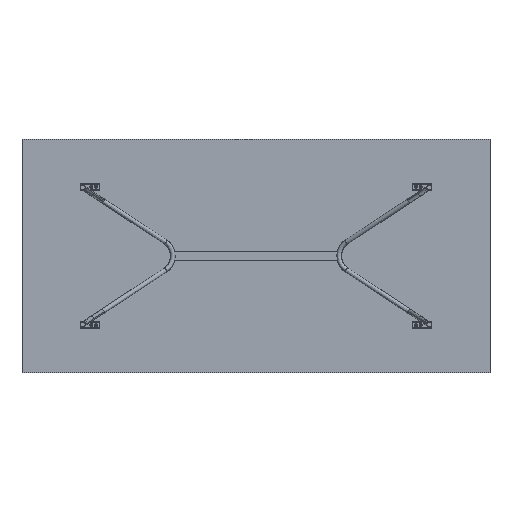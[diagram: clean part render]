
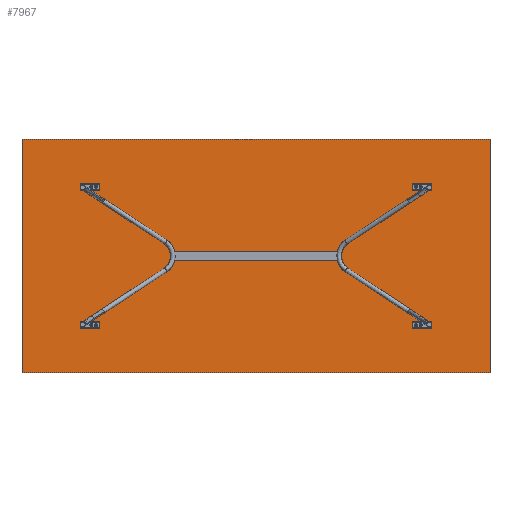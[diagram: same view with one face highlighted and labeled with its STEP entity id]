
A CAD part, front view. The second image highlights one B-rep face of the part: STEP entity #7967.
In plain terms, the highlighted free-form (B-spline) face has degree [1, 1] with [2, 2] control points.
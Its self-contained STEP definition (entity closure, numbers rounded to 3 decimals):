
#7967 = ADVANCED_FACE('',(#7968,#7998,#8028,#8058,#8088),#8118,.T.);
#7968 = FACE_BOUND('',#7969,.T.);
#7969 = EDGE_LOOP('',(#7970,#7979,#7986,#7993));
#7970 = ORIENTED_EDGE('',*,*,#7971,.F.);
#7971 = EDGE_CURVE('',#7972,#7974,#7976,.T.);
#7972 = VERTEX_POINT('',#7973);
#7973 = CARTESIAN_POINT('',(-1512.811,519.772,
    -511.729));
#7974 = VERTEX_POINT('',#7975);
#7975 = CARTESIAN_POINT('',(-1512.811,519.772,
    -549.681));
#7976 = B_SPLINE_CURVE_WITH_KNOTS('',1,(#7977,#7978),.UNSPECIFIED.,.F.,
  .F.,(2,2),(0.,27.902),.PIECEWISE_BEZIER_KNOTS.);
#7977 = CARTESIAN_POINT('',(-1512.811,519.772,
    -511.729));
#7978 = CARTESIAN_POINT('',(-1512.811,519.772,
    -549.681));
#7979 = ORIENTED_EDGE('',*,*,#7980,.F.);
#7980 = EDGE_CURVE('',#7981,#7972,#7983,.T.);
#7981 = VERTEX_POINT('',#7982);
#7982 = CARTESIAN_POINT('',(-1398.557,519.772,
    -511.729));
#7983 = B_SPLINE_CURVE_WITH_KNOTS('',1,(#7984,#7985),.UNSPECIFIED.,.F.,
  .F.,(2,2),(-84.,-0.),.PIECEWISE_BEZIER_KNOTS.);
#7984 = CARTESIAN_POINT('',(-1398.557,519.772,
    -511.729));
#7985 = CARTESIAN_POINT('',(-1512.811,519.772,
    -511.729));
#7986 = ORIENTED_EDGE('',*,*,#7987,.F.);
#7987 = EDGE_CURVE('',#7988,#7981,#7990,.T.);
#7988 = VERTEX_POINT('',#7989);
#7989 = CARTESIAN_POINT('',(-1398.557,519.772,
    -549.681));
#7990 = B_SPLINE_CURVE_WITH_KNOTS('',1,(#7991,#7992),.UNSPECIFIED.,.F.,
  .F.,(2,2),(-27.902,0.),.PIECEWISE_BEZIER_KNOTS.);
#7991 = CARTESIAN_POINT('',(-1398.557,519.772,
    -549.681));
#7992 = CARTESIAN_POINT('',(-1398.557,519.772,
    -511.729));
#7993 = ORIENTED_EDGE('',*,*,#7994,.F.);
#7994 = EDGE_CURVE('',#7974,#7988,#7995,.T.);
#7995 = B_SPLINE_CURVE_WITH_KNOTS('',1,(#7996,#7997),.UNSPECIFIED.,.F.,
  .F.,(2,2),(0.,84.),.PIECEWISE_BEZIER_KNOTS.);
#7996 = CARTESIAN_POINT('',(-1512.811,519.772,
    -549.681));
#7997 = CARTESIAN_POINT('',(-1398.557,519.772,
    -549.681));
#7998 = FACE_BOUND('',#7999,.T.);
#7999 = EDGE_LOOP('',(#8000,#8009,#8016,#8023));
#8000 = ORIENTED_EDGE('',*,*,#8001,.F.);
#8001 = EDGE_CURVE('',#8002,#8004,#8006,.T.);
#8002 = VERTEX_POINT('',#8003);
#8003 = CARTESIAN_POINT('',(530.166,519.772,
    -1354.126));
#8004 = VERTEX_POINT('',#8005);
#8005 = CARTESIAN_POINT('',(530.166,519.772,
    -1316.174));
#8006 = B_SPLINE_CURVE_WITH_KNOTS('',1,(#8007,#8008),.UNSPECIFIED.,.F.,
  .F.,(2,2),(-0.,27.902),.PIECEWISE_BEZIER_KNOTS.);
#8007 = CARTESIAN_POINT('',(530.166,519.772,
    -1354.126));
#8008 = CARTESIAN_POINT('',(530.166,519.772,
    -1316.174));
#8009 = ORIENTED_EDGE('',*,*,#8010,.F.);
#8010 = EDGE_CURVE('',#8011,#8002,#8013,.T.);
#8011 = VERTEX_POINT('',#8012);
#8012 = CARTESIAN_POINT('',(415.912,519.772,
    -1354.126));
#8013 = B_SPLINE_CURVE_WITH_KNOTS('',1,(#8014,#8015),.UNSPECIFIED.,.F.,
  .F.,(2,2),(-84.,0.),.PIECEWISE_BEZIER_KNOTS.);
#8014 = CARTESIAN_POINT('',(415.912,519.772,
    -1354.126));
#8015 = CARTESIAN_POINT('',(530.166,519.772,
    -1354.126));
#8016 = ORIENTED_EDGE('',*,*,#8017,.F.);
#8017 = EDGE_CURVE('',#8018,#8011,#8020,.T.);
#8018 = VERTEX_POINT('',#8019);
#8019 = CARTESIAN_POINT('',(415.912,519.772,
    -1316.174));
#8020 = B_SPLINE_CURVE_WITH_KNOTS('',1,(#8021,#8022),.UNSPECIFIED.,.F.,
  .F.,(2,2),(-27.902,0.),.PIECEWISE_BEZIER_KNOTS.);
#8021 = CARTESIAN_POINT('',(415.912,519.772,
    -1316.174));
#8022 = CARTESIAN_POINT('',(415.912,519.772,
    -1354.126));
#8023 = ORIENTED_EDGE('',*,*,#8024,.F.);
#8024 = EDGE_CURVE('',#8004,#8018,#8025,.T.);
#8025 = B_SPLINE_CURVE_WITH_KNOTS('',1,(#8026,#8027),.UNSPECIFIED.,.F.,
  .F.,(2,2),(0.,84.),.PIECEWISE_BEZIER_KNOTS.);
#8026 = CARTESIAN_POINT('',(530.166,519.772,
    -1316.174));
#8027 = CARTESIAN_POINT('',(415.912,519.772,
    -1316.174));
#8028 = FACE_BOUND('',#8029,.T.);
#8029 = EDGE_LOOP('',(#8030,#8039,#8046,#8053));
#8030 = ORIENTED_EDGE('',*,*,#8031,.F.);
#8031 = EDGE_CURVE('',#8032,#8034,#8036,.T.);
#8032 = VERTEX_POINT('',#8033);
#8033 = CARTESIAN_POINT('',(868.849,519.772,
    -252.842));
#8034 = VERTEX_POINT('',#8035);
#8035 = CARTESIAN_POINT('',(868.849,519.772,
    -1613.013));
#8036 = B_SPLINE_CURVE_WITH_KNOTS('',1,(#8037,#8038),.UNSPECIFIED.,.F.,
  .F.,(2,2),(-1000.,0.),.PIECEWISE_BEZIER_KNOTS.);
#8037 = CARTESIAN_POINT('',(868.849,519.772,
    -252.842));
#8038 = CARTESIAN_POINT('',(868.849,519.772,
    -1613.013));
#8039 = ORIENTED_EDGE('',*,*,#8040,.F.);
#8040 = EDGE_CURVE('',#8041,#8032,#8043,.T.);
#8041 = VERTEX_POINT('',#8042);
#8042 = CARTESIAN_POINT('',(-1851.494,519.772,
    -252.842));
#8043 = B_SPLINE_CURVE_WITH_KNOTS('',1,(#8044,#8045),.UNSPECIFIED.,.F.,
  .F.,(2,2),(-2000.,0.),.PIECEWISE_BEZIER_KNOTS.);
#8044 = CARTESIAN_POINT('',(-1851.494,519.772,
    -252.842));
#8045 = CARTESIAN_POINT('',(868.849,519.772,
    -252.842));
#8046 = ORIENTED_EDGE('',*,*,#8047,.F.);
#8047 = EDGE_CURVE('',#8048,#8041,#8050,.T.);
#8048 = VERTEX_POINT('',#8049);
#8049 = CARTESIAN_POINT('',(-1851.494,519.772,
    -1613.013));
#8050 = B_SPLINE_CURVE_WITH_KNOTS('',1,(#8051,#8052),.UNSPECIFIED.,.F.,
  .F.,(2,2),(0.,1000.),.PIECEWISE_BEZIER_KNOTS.);
#8051 = CARTESIAN_POINT('',(-1851.494,519.772,
    -1613.013));
#8052 = CARTESIAN_POINT('',(-1851.494,519.772,
    -252.842));
#8053 = ORIENTED_EDGE('',*,*,#8054,.F.);
#8054 = EDGE_CURVE('',#8034,#8048,#8055,.T.);
#8055 = B_SPLINE_CURVE_WITH_KNOTS('',1,(#8056,#8057),.UNSPECIFIED.,.F.,
  .F.,(2,2),(-0.,2000.),.PIECEWISE_BEZIER_KNOTS.);
#8056 = CARTESIAN_POINT('',(868.849,519.772,
    -1613.013));
#8057 = CARTESIAN_POINT('',(-1851.494,519.772,
    -1613.013));
#8058 = FACE_BOUND('',#8059,.T.);
#8059 = EDGE_LOOP('',(#8060,#8069,#8076,#8083));
#8060 = ORIENTED_EDGE('',*,*,#8061,.T.);
#8061 = EDGE_CURVE('',#8062,#8064,#8066,.T.);
#8062 = VERTEX_POINT('',#8063);
#8063 = CARTESIAN_POINT('',(415.912,519.772,
    -511.729));
#8064 = VERTEX_POINT('',#8065);
#8065 = CARTESIAN_POINT('',(530.166,519.772,
    -511.729));
#8066 = B_SPLINE_CURVE_WITH_KNOTS('',1,(#8067,#8068),.UNSPECIFIED.,.F.,
  .F.,(2,2),(-84.,0.),.PIECEWISE_BEZIER_KNOTS.);
#8067 = CARTESIAN_POINT('',(415.912,519.772,
    -511.729));
#8068 = CARTESIAN_POINT('',(530.166,519.772,
    -511.729));
#8069 = ORIENTED_EDGE('',*,*,#8070,.T.);
#8070 = EDGE_CURVE('',#8064,#8071,#8073,.T.);
#8071 = VERTEX_POINT('',#8072);
#8072 = CARTESIAN_POINT('',(530.166,519.772,
    -549.681));
#8073 = B_SPLINE_CURVE_WITH_KNOTS('',1,(#8074,#8075),.UNSPECIFIED.,.F.,
  .F.,(2,2),(0.,27.902),
  .PIECEWISE_BEZIER_KNOTS.);
#8074 = CARTESIAN_POINT('',(530.166,519.772,
    -511.729));
#8075 = CARTESIAN_POINT('',(530.166,519.772,
    -549.681));
#8076 = ORIENTED_EDGE('',*,*,#8077,.T.);
#8077 = EDGE_CURVE('',#8071,#8078,#8080,.T.);
#8078 = VERTEX_POINT('',#8079);
#8079 = CARTESIAN_POINT('',(415.912,519.772,
    -549.681));
#8080 = B_SPLINE_CURVE_WITH_KNOTS('',1,(#8081,#8082),.UNSPECIFIED.,.F.,
  .F.,(2,2),(0.,84.),.PIECEWISE_BEZIER_KNOTS.);
#8081 = CARTESIAN_POINT('',(530.166,519.772,
    -549.681));
#8082 = CARTESIAN_POINT('',(415.912,519.772,
    -549.681));
#8083 = ORIENTED_EDGE('',*,*,#8084,.T.);
#8084 = EDGE_CURVE('',#8078,#8062,#8085,.T.);
#8085 = B_SPLINE_CURVE_WITH_KNOTS('',1,(#8086,#8087),.UNSPECIFIED.,.F.,
  .F.,(2,2),(-27.902,0.),.PIECEWISE_BEZIER_KNOTS.);
#8086 = CARTESIAN_POINT('',(415.912,519.772,
    -549.681));
#8087 = CARTESIAN_POINT('',(415.912,519.772,
    -511.729));
#8088 = FACE_BOUND('',#8089,.T.);
#8089 = EDGE_LOOP('',(#8090,#8099,#8106,#8113));
#8090 = ORIENTED_EDGE('',*,*,#8091,.T.);
#8091 = EDGE_CURVE('',#8092,#8094,#8096,.T.);
#8092 = VERTEX_POINT('',#8093);
#8093 = CARTESIAN_POINT('',(-1398.557,519.772,
    -1354.126));
#8094 = VERTEX_POINT('',#8095);
#8095 = CARTESIAN_POINT('',(-1512.811,519.772,
    -1354.126));
#8096 = B_SPLINE_CURVE_WITH_KNOTS('',1,(#8097,#8098),.UNSPECIFIED.,.F.,
  .F.,(2,2),(-84.,0.),.PIECEWISE_BEZIER_KNOTS.);
#8097 = CARTESIAN_POINT('',(-1398.557,519.772,
    -1354.126));
#8098 = CARTESIAN_POINT('',(-1512.811,519.772,
    -1354.126));
#8099 = ORIENTED_EDGE('',*,*,#8100,.T.);
#8100 = EDGE_CURVE('',#8094,#8101,#8103,.T.);
#8101 = VERTEX_POINT('',#8102);
#8102 = CARTESIAN_POINT('',(-1512.811,519.772,
    -1316.174));
#8103 = B_SPLINE_CURVE_WITH_KNOTS('',1,(#8104,#8105),.UNSPECIFIED.,.F.,
  .F.,(2,2),(0.,27.902),
  .PIECEWISE_BEZIER_KNOTS.);
#8104 = CARTESIAN_POINT('',(-1512.811,519.772,
    -1354.126));
#8105 = CARTESIAN_POINT('',(-1512.811,519.772,
    -1316.174));
#8106 = ORIENTED_EDGE('',*,*,#8107,.T.);
#8107 = EDGE_CURVE('',#8101,#8108,#8110,.T.);
#8108 = VERTEX_POINT('',#8109);
#8109 = CARTESIAN_POINT('',(-1398.557,519.772,
    -1316.174));
#8110 = B_SPLINE_CURVE_WITH_KNOTS('',1,(#8111,#8112),.UNSPECIFIED.,.F.,
  .F.,(2,2),(0.,84.),.PIECEWISE_BEZIER_KNOTS.);
#8111 = CARTESIAN_POINT('',(-1512.811,519.772,
    -1316.174));
#8112 = CARTESIAN_POINT('',(-1398.557,519.772,
    -1316.174));
#8113 = ORIENTED_EDGE('',*,*,#8114,.T.);
#8114 = EDGE_CURVE('',#8108,#8092,#8115,.T.);
#8115 = B_SPLINE_CURVE_WITH_KNOTS('',1,(#8116,#8117),.UNSPECIFIED.,.F.,
  .F.,(2,2),(-27.902,0.),.PIECEWISE_BEZIER_KNOTS.);
#8116 = CARTESIAN_POINT('',(-1398.557,519.772,
    -1316.174));
#8117 = CARTESIAN_POINT('',(-1398.557,519.772,
    -1354.126));
#8118 = B_SPLINE_SURFACE_WITH_KNOTS('',1,1,(
    (#8119,#8120)
    ,(#8121,#8122
    )),.UNSPECIFIED.,.F.,.F.,.F.,(2,2),(2,2),(-2000.,0.),(0.,1000.),
  .PIECEWISE_BEZIER_KNOTS.);
#8119 = CARTESIAN_POINT('',(868.849,519.772,
    -252.842));
#8120 = CARTESIAN_POINT('',(868.849,519.772,
    -1613.013));
#8121 = CARTESIAN_POINT('',(-1851.494,519.772,
    -252.842));
#8122 = CARTESIAN_POINT('',(-1851.494,519.772,
    -1613.013));
